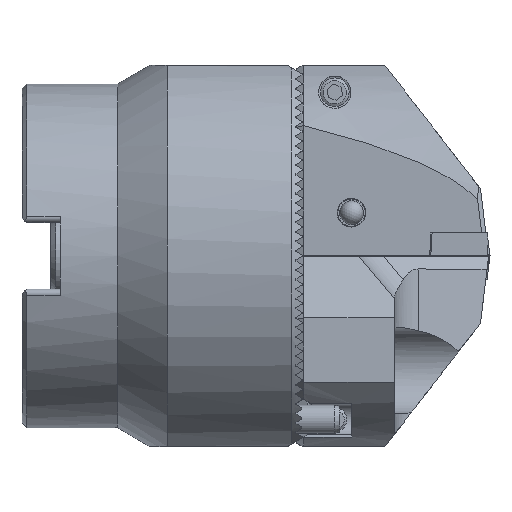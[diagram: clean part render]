
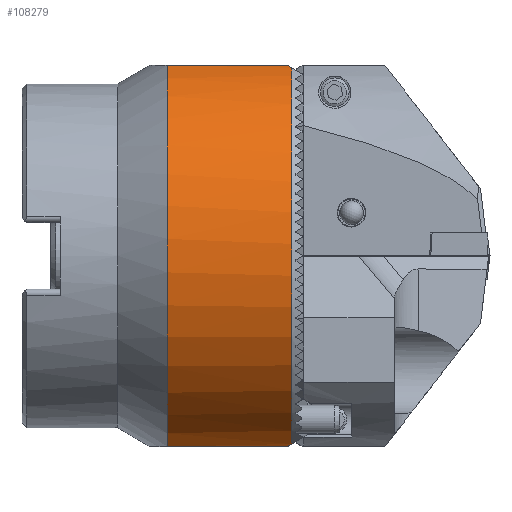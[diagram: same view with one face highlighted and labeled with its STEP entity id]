
A CAD part, top view. The second image highlights one B-rep face of the part: STEP entity #108279.
In plain terms, the highlighted cylindrical face has radius 42 mm (diameter 84 mm), a partial arc.
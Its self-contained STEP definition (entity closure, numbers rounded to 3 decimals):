
#420 = CARTESIAN_POINT ( 'NONE',  ( 56.441, 39.4, 14.548 ) ) ;
#1177 = CARTESIAN_POINT ( 'NONE',  ( 56.434, 13.571, 39.761 ) ) ;
#2085 = DIRECTION ( 'NONE',  ( -1., 0., 0. ) ) ;
#3531 = CARTESIAN_POINT ( 'NONE',  ( 55.849, -39.742, 13.595 ) ) ;
#4492 = DIRECTION ( 'NONE',  ( -1., 0., 0. ) ) ;
#8795 = CARTESIAN_POINT ( 'NONE',  ( 56.442, -37.765, 18.501 ) ) ;
#9173 = CARTESIAN_POINT ( 'NONE',  ( 56.434, -10.527, 40.673 ) ) ;
#9541 = CARTESIAN_POINT ( 'NONE',  ( 56.435, 8.47, 41.192 ) ) ;
#9924 = CARTESIAN_POINT ( 'NONE',  ( 56.441, 1.048, 42. ) ) ;
#10307 = CARTESIAN_POINT ( 'NONE',  ( 56.445, 39.028, 15.556 ) ) ;
#10574 = ORIENTED_EDGE ( 'NONE', *, *, #20280, .F. ) ;
#11713 = ORIENTED_EDGE ( 'NONE', *, *, #67396, .F. ) ;
#12378 = ORIENTED_EDGE ( 'NONE', *, *, #104981, .T. ) ;
#13224 = CARTESIAN_POINT ( 'NONE',  ( 30.392, 39.9, 13.114 ) ) ;
#15439 = CARTESIAN_POINT ( 'NONE',  ( 56.441, 39.4, 14.548 ) ) ;
#15762 = VERTEX_POINT ( 'NONE', #31680 ) ;
#16837 = CARTESIAN_POINT ( 'NONE',  ( 56.441, -33.863, 24.868 ) ) ;
#17226 = CARTESIAN_POINT ( 'NONE',  ( 56.441, 39.4, 14.548 ) ) ;
#17721 =( BOUNDED_CURVE ( )  B_SPLINE_CURVE ( 3, ( #17226, #52188, #86836, #87593 ),
 .UNSPECIFIED., .F., .F. ) 
 B_SPLINE_CURVE_WITH_KNOTS ( ( 4, 4 ),
 ( 5.929, 5.966 ),
 .UNSPECIFIED. ) 
 CURVE ( )  GEOMETRIC_REPRESENTATION_ITEM ( )  RATIONAL_B_SPLINE_CURVE ( ( 1., 1., 1., 1. ) ) 
 REPRESENTATION_ITEM ( '' )  );
#17796 = VECTOR ( 'NONE', #89569, 1000. ) ;
#17973 = CARTESIAN_POINT ( 'NONE',  ( 56.441, 25.702, 33.234 ) ) ;
#18277 = EDGE_LOOP ( 'NONE', ( #11713, #52995, #12378, #93750, #86870, #10574 ) ) ;
#18329 = CARTESIAN_POINT ( 'NONE',  ( 56.439, 4.258, 41.797 ) ) ;
#18702 = CARTESIAN_POINT ( 'NONE',  ( 56.44, 31.913, 27.387 ) ) ;
#20280 = EDGE_CURVE ( 'NONE', #90299, #33759, #31966, .T. ) ;
#20314 = CARTESIAN_POINT ( 'NONE',  ( 56.441, -39.4, 14.548 ) ) ;
#26354 = CARTESIAN_POINT ( 'NONE',  ( 56.438, 5.318, 41.676 ) ) ;
#26731 = CARTESIAN_POINT ( 'NONE',  ( 56.44, 28.153, 31.172 ) ) ;
#27119 = CARTESIAN_POINT ( 'NONE',  ( 56.435, -8.447, 41.156 ) ) ;
#27501 = CARTESIAN_POINT ( 'NONE',  ( 56.442, 37.238, 19.455 ) ) ;
#27861 = CARTESIAN_POINT ( 'NONE',  ( 56.434, 10.533, 40.713 ) ) ;
#28706 = CARTESIAN_POINT ( 'NONE',  ( 55.575, -39.9, 13.114 ) ) ;
#29614 = B_SPLINE_CURVE_WITH_KNOTS ( 'NONE', 3,
 ( #95577, #76979, #8795, #103163, #111948, #103564, #16837, #34338, #43047, #95934, #78853, #105071, #104693, #52942, #71216, #71605, #9173, #27119, #61688, #87956, #53313, #9924, #78488, #18329, #26354, #9541, #27861, #1177, #62474, #35089, #79229, #70477, #44930, #88698, #35827, #105429, #17973, #70863, #52562, #26731, #62081, #87580, #18702, #79601, #96675, #27501, #106175, #44540, #10307, #420 ),
 .UNSPECIFIED., .F., .F.,
 ( 4, 2, 2, 2, 2, 2, 2, 2, 2, 2, 2, 2, 2, 2, 2, 2, 2, 2, 2, 2, 2, 2, 2, 2, 4 ),
 ( 0., 0.006, 0.01, 0.013, 0.019, 0.026, 0.032, 0.038, 0.042, 0.045, 0.051, 0.054, 0.057, 0.064, 0.067, 0.069, 0.07, 0.077, 0.08, 0.081, 0.083, 0.089, 0.096, 0.099, 0.102 ),
 .UNSPECIFIED. ) ;
#30859 = VERTEX_POINT ( 'NONE', #15439 ) ;
#31680 = CARTESIAN_POINT ( 'NONE',  ( 55.575, -39.9, 13.114 ) ) ;
#31966 = CIRCLE ( 'NONE', #36245, 42. ) ;
#33759 = VERTEX_POINT ( 'NONE', #13224 ) ;
#34338 = CARTESIAN_POINT ( 'NONE',  ( 56.44, -31.9, 27.404 ) ) ;
#35089 = CARTESIAN_POINT ( 'NONE',  ( 56.435, 16.066, 38.81 ) ) ;
#35827 = CARTESIAN_POINT ( 'NONE',  ( 56.44, 22.245, 35.688 ) ) ;
#36245 = AXIS2_PLACEMENT_3D ( 'NONE', #89328, #4492, #55849 ) ;
#39901 = CARTESIAN_POINT ( 'NONE',  ( 30.392, -39.9, 13.114 ) ) ;
#40540 = VECTOR ( 'NONE', #2085, 1000. ) ;
#42644 = CARTESIAN_POINT ( 'NONE',  ( -67.078, 0., 0. ) ) ;
#43047 = CARTESIAN_POINT ( 'NONE',  ( 56.439, -30.477, 28.977 ) ) ;
#43392 = DIRECTION ( 'NONE',  ( 0., 0., 1. ) ) ;
#44540 = CARTESIAN_POINT ( 'NONE',  ( 56.444, 38.618, 16.547 ) ) ;
#44930 = CARTESIAN_POINT ( 'NONE',  ( 56.437, 18.025, 37.939 ) ) ;
#52188 = CARTESIAN_POINT ( 'NONE',  ( 56.138, 39.575, 14.073 ) ) ;
#52244 = EDGE_CURVE ( 'NONE', #33759, #79554, #87209, .T. ) ;
#52562 = CARTESIAN_POINT ( 'NONE',  ( 56.441, 27.349, 31.88 ) ) ;
#52942 = CARTESIAN_POINT ( 'NONE',  ( 56.436, -16.595, 38.641 ) ) ;
#52995 = ORIENTED_EDGE ( 'NONE', *, *, #69326, .T. ) ;
#53313 = CARTESIAN_POINT ( 'NONE',  ( 56.441, -2.146, 41.999 ) ) ;
#54668 = CYLINDRICAL_SURFACE ( 'NONE', #86028, 42. ) ;
#55849 = DIRECTION ( 'NONE',  ( 0., 0., 1. ) ) ;
#58238 = LINE ( 'NONE', #64520, #40540 ) ;
#61688 = CARTESIAN_POINT ( 'NONE',  ( 56.436, -7.403, 41.356 ) ) ;
#62081 = CARTESIAN_POINT ( 'NONE',  ( 56.44, 28.55, 30.809 ) ) ;
#62428 =( BOUNDED_CURVE ( )  B_SPLINE_CURVE ( 3, ( #28706, #3531, #63325, #20314 ),
 .UNSPECIFIED., .F., .F. ) 
 B_SPLINE_CURVE_WITH_KNOTS ( ( 4, 4 ),
 ( 0.318, 0.354 ),
 .UNSPECIFIED. ) 
 CURVE ( )  GEOMETRIC_REPRESENTATION_ITEM ( )  RATIONAL_B_SPLINE_CURVE ( ( 1., 1., 1., 1. ) ) 
 REPRESENTATION_ITEM ( '' )  );
#62474 = CARTESIAN_POINT ( 'NONE',  ( 56.434, 14.575, 39.405 ) ) ;
#63325 = CARTESIAN_POINT ( 'NONE',  ( 56.138, -39.575, 14.073 ) ) ;
#64520 = CARTESIAN_POINT ( 'NONE',  ( -67.078, -39.9, 13.114 ) ) ;
#67396 = EDGE_CURVE ( 'NONE', #15762, #90299, #58238, .T. ) ;
#69326 = EDGE_CURVE ( 'NONE', #15762, #94587, #62428, .T. ) ;
#70477 = CARTESIAN_POINT ( 'NONE',  ( 56.436, 17.541, 38.166 ) ) ;
#70863 = CARTESIAN_POINT ( 'NONE',  ( 56.441, 26.941, 32.225 ) ) ;
#71216 = CARTESIAN_POINT ( 'NONE',  ( 56.434, -14.625, 39.429 ) ) ;
#71605 = CARTESIAN_POINT ( 'NONE',  ( 56.434, -11.567, 40.39 ) ) ;
#71859 = EDGE_CURVE ( 'NONE', #30859, #79554, #17721, .T. ) ;
#76979 = CARTESIAN_POINT ( 'NONE',  ( 56.449, -38.656, 16.564 ) ) ;
#78488 = CARTESIAN_POINT ( 'NONE',  ( 56.44, 2.119, 41.96 ) ) ;
#78853 = CARTESIAN_POINT ( 'NONE',  ( 56.442, -25.76, 33.242 ) ) ;
#79229 = CARTESIAN_POINT ( 'NONE',  ( 56.436, 16.561, 38.601 ) ) ;
#79554 = VERTEX_POINT ( 'NONE', #83258 ) ;
#79601 = CARTESIAN_POINT ( 'NONE',  ( 56.441, 34.506, 24.037 ) ) ;
#83258 = CARTESIAN_POINT ( 'NONE',  ( 55.575, 39.9, 13.114 ) ) ;
#84790 = CARTESIAN_POINT ( 'NONE',  ( 56.441, -39.4, 14.548 ) ) ;
#86028 = AXIS2_PLACEMENT_3D ( 'NONE', #42644, #103908, #43392 ) ;
#86836 = CARTESIAN_POINT ( 'NONE',  ( 55.849, 39.742, 13.595 ) ) ;
#86870 = ORIENTED_EDGE ( 'NONE', *, *, #52244, .F. ) ;
#87209 = LINE ( 'NONE', #106328, #17796 ) ;
#87580 = CARTESIAN_POINT ( 'NONE',  ( 56.439, 30.491, 28.964 ) ) ;
#87593 = CARTESIAN_POINT ( 'NONE',  ( 55.575, 39.9, 13.114 ) ) ;
#87956 = CARTESIAN_POINT ( 'NONE',  ( 56.438, -4.258, 41.837 ) ) ;
#88698 = CARTESIAN_POINT ( 'NONE',  ( 56.439, 20.418, 36.765 ) ) ;
#89328 = CARTESIAN_POINT ( 'NONE',  ( 30.392, 0., 0. ) ) ;
#89569 = DIRECTION ( 'NONE',  ( 1., 0., 0. ) ) ;
#90299 = VERTEX_POINT ( 'NONE', #39901 ) ;
#93750 = ORIENTED_EDGE ( 'NONE', *, *, #71859, .T. ) ;
#94587 = VERTEX_POINT ( 'NONE', #84790 ) ;
#95577 = CARTESIAN_POINT ( 'NONE',  ( 56.441, -39.4, 14.548 ) ) ;
#95934 = CARTESIAN_POINT ( 'NONE',  ( 56.441, -27.406, 31.896 ) ) ;
#96675 = CARTESIAN_POINT ( 'NONE',  ( 56.441, 35.677, 22.265 ) ) ;
#100952 = FACE_OUTER_BOUND ( 'NONE', #18277, .T. ) ;
#103163 = CARTESIAN_POINT ( 'NONE',  ( 56.441, -36.217, 21.294 ) ) ;
#103564 = CARTESIAN_POINT ( 'NONE',  ( 56.441, -34.49, 23.992 ) ) ;
#103908 = DIRECTION ( 'NONE',  ( -1., 0., 0. ) ) ;
#104693 = CARTESIAN_POINT ( 'NONE',  ( 56.439, -20.399, 36.775 ) ) ;
#104981 = EDGE_CURVE ( 'NONE', #94587, #30859, #29614, .T. ) ;
#105071 = CARTESIAN_POINT ( 'NONE',  ( 56.44, -22.234, 35.697 ) ) ;
#105429 = CARTESIAN_POINT ( 'NONE',  ( 56.441, 24.854, 33.873 ) ) ;
#106175 = CARTESIAN_POINT ( 'NONE',  ( 56.443, 37.724, 18.495 ) ) ;
#106328 = CARTESIAN_POINT ( 'NONE',  ( -67.078, 39.9, 13.114 ) ) ;
#108279 = ADVANCED_FACE ( 'NONE', ( #100952 ), #54668, .T. ) ;
#111948 = CARTESIAN_POINT ( 'NONE',  ( 56.441, -35.665, 22.206 ) ) ;
